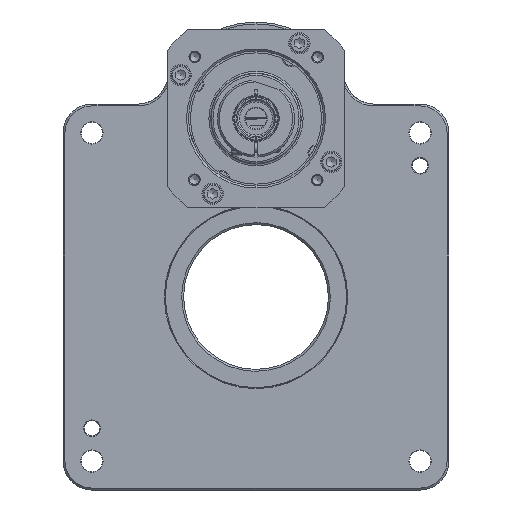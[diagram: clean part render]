
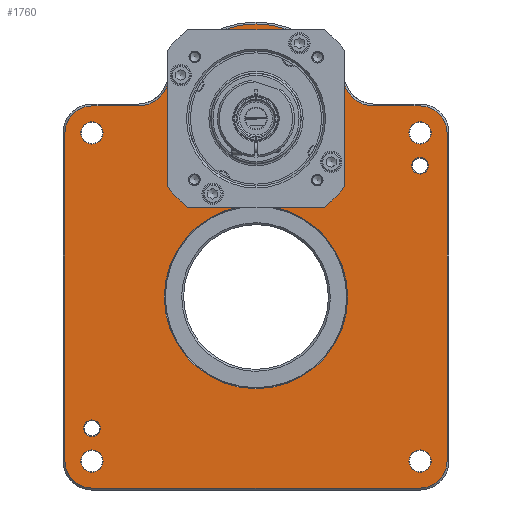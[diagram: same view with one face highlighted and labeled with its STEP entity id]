
A CAD part, front view. The second image highlights one B-rep face of the part: STEP entity #1760.
In plain terms, the highlighted planar face has unit normal (0, -1, 0).
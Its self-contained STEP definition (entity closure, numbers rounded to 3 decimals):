
#225=CARTESIAN_POINT('',(0.,0.,62.656));
#226=VERTEX_POINT('',#225);
#227=CARTESIAN_POINT('',(0.0,0.0,92.5));
#228=DIRECTION('',(0.0,-1.0,0.0));
#229=DIRECTION('',(1.0,0.0,0.0));
#230=AXIS2_PLACEMENT_3D('',#227,#228,#229);
#231=CIRCLE('',#230,29.844);
#232=EDGE_CURVE('',#226,#226,#231,.T.);
#365=CARTESIAN_POINT('',(85.,0.,-79.2));
#366=VERTEX_POINT('',#365);
#367=CARTESIAN_POINT('',(85.,0.,-85.0));
#368=DIRECTION('',(0.0,1.0,0.0));
#369=DIRECTION('',(0.0,0.0,1.0));
#370=AXIS2_PLACEMENT_3D('',#367,#368,#369);
#371=CIRCLE('',#370,5.8);
#372=EDGE_CURVE('',#366,#366,#371,.T.);
#393=CARTESIAN_POINT('',(85.,0.,90.8));
#394=VERTEX_POINT('',#393);
#395=CARTESIAN_POINT('',(85.,0.,85.0));
#396=DIRECTION('',(0.0,1.0,0.0));
#397=DIRECTION('',(0.0,0.0,1.0));
#398=AXIS2_PLACEMENT_3D('',#395,#396,#397);
#399=CIRCLE('',#398,5.8);
#400=EDGE_CURVE('',#394,#394,#399,.T.);
#421=CARTESIAN_POINT('',(-85.,0.,90.8));
#422=VERTEX_POINT('',#421);
#423=CARTESIAN_POINT('',(-85.,0.,85.0));
#424=DIRECTION('',(0.0,1.0,0.0));
#425=DIRECTION('',(0.0,0.0,1.0));
#426=AXIS2_PLACEMENT_3D('',#423,#424,#425);
#427=CIRCLE('',#426,5.8);
#428=EDGE_CURVE('',#422,#422,#427,.T.);
#449=CARTESIAN_POINT('',(-85.,0.,-79.2));
#450=VERTEX_POINT('',#449);
#451=CARTESIAN_POINT('',(-85.,0.,-85.0));
#452=DIRECTION('',(0.0,1.0,0.0));
#453=DIRECTION('',(0.0,0.0,1.0));
#454=AXIS2_PLACEMENT_3D('',#451,#452,#453);
#455=CIRCLE('',#454,5.8);
#456=EDGE_CURVE('',#450,#450,#455,.T.);
#477=CARTESIAN_POINT('',(0.0,0.0,47.5));
#478=VERTEX_POINT('',#477);
#479=CARTESIAN_POINT('',(0.0,0.0,0.0));
#480=DIRECTION('',(0.0,1.0,0.0));
#481=DIRECTION('',(0.0,0.0,1.0));
#482=AXIS2_PLACEMENT_3D('',#479,#480,#481);
#483=CIRCLE('',#482,47.5);
#484=EDGE_CURVE('',#478,#478,#483,.T.);
#875=CARTESIAN_POINT('',(-85.,0.,-63.7));
#876=VERTEX_POINT('',#875);
#877=CARTESIAN_POINT('',(-85.,0.,-68.0));
#878=DIRECTION('',(0.0,1.0,0.0));
#879=DIRECTION('',(0.0,0.0,1.0));
#880=AXIS2_PLACEMENT_3D('',#877,#878,#879);
#881=CIRCLE('',#880,4.3);
#882=EDGE_CURVE('',#876,#876,#881,.T.);
#931=CARTESIAN_POINT('',(85.,0.,72.3));
#932=VERTEX_POINT('',#931);
#933=CARTESIAN_POINT('',(85.,0.,68.0));
#934=DIRECTION('',(0.0,1.0,0.0));
#935=DIRECTION('',(0.0,0.0,1.0));
#936=AXIS2_PLACEMENT_3D('',#933,#934,#935);
#937=CIRCLE('',#936,4.3);
#938=EDGE_CURVE('',#932,#932,#937,.T.);
#1011=CARTESIAN_POINT('',(0.,0.,130.6));
#1012=VERTEX_POINT('',#1011);
#1013=CARTESIAN_POINT('',(0.,0.,128.5));
#1014=DIRECTION('',(0.0,-1.0,0.0));
#1015=DIRECTION('',(0.0,0.0,1.0));
#1016=AXIS2_PLACEMENT_3D('',#1013,#1014,#1015);
#1017=CIRCLE('',#1016,2.1);
#1018=EDGE_CURVE('',#1012,#1012,#1017,.T.);
#1048=CARTESIAN_POINT('',(36.,0.,94.6));
#1049=VERTEX_POINT('',#1048);
#1050=CARTESIAN_POINT('',(36.,0.,92.5));
#1051=DIRECTION('',(0.0,-1.0,0.0));
#1052=DIRECTION('',(0.0,0.0,1.0));
#1053=AXIS2_PLACEMENT_3D('',#1050,#1051,#1052);
#1054=CIRCLE('',#1053,2.1);
#1055=EDGE_CURVE('',#1049,#1049,#1054,.T.);
#1108=CARTESIAN_POINT('',(0.,0.,58.6));
#1109=VERTEX_POINT('',#1108);
#1110=CARTESIAN_POINT('',(0.,0.,56.5));
#1111=DIRECTION('',(0.0,-1.0,0.0));
#1112=DIRECTION('',(0.0,0.0,1.0));
#1113=AXIS2_PLACEMENT_3D('',#1110,#1111,#1112);
#1114=CIRCLE('',#1113,2.1);
#1115=EDGE_CURVE('',#1109,#1109,#1114,.T.);
#1136=CARTESIAN_POINT('',(-36.,0.,94.6));
#1137=VERTEX_POINT('',#1136);
#1138=CARTESIAN_POINT('',(-36.,0.,92.5));
#1139=DIRECTION('',(0.0,-1.0,0.0));
#1140=DIRECTION('',(0.0,0.0,1.0));
#1141=AXIS2_PLACEMENT_3D('',#1138,#1139,#1140);
#1142=CIRCLE('',#1141,2.1);
#1143=EDGE_CURVE('',#1137,#1137,#1142,.T.);
#1614=CARTESIAN_POINT('',(0.0,0.0,0.0));
#1615=DIRECTION('',(0.0,-1.0,0.0));
#1616=DIRECTION('',(0.0,0.0,-1.0));
#1617=AXIS2_PLACEMENT_3D('',#1614,#1615,#1616);
#1618=PLANE('',#1617);
#1619=CARTESIAN_POINT('',(99.,0.,85.));
#1620=VERTEX_POINT('',#1619);
#1621=CARTESIAN_POINT('',(85.,0.,99.));
#1622=VERTEX_POINT('',#1621);
#1623=CARTESIAN_POINT('',(85.,0.,85.));
#1624=DIRECTION('',(0.0,-1.0,0.0));
#1625=DIRECTION('',(0.0,0.0,1.0));
#1626=AXIS2_PLACEMENT_3D('',#1623,#1624,#1625);
#1627=CIRCLE('',#1626,14.);
#1628=EDGE_CURVE('',#1620,#1622,#1627,.T.);
#1629=ORIENTED_EDGE('',*,*,#1628,.T.);
#1630=CARTESIAN_POINT('',(60.982,0.,99.0));
#1631=VERTEX_POINT('',#1630);
#1632=CARTESIAN_POINT('',(85.,0.,99.0));
#1633=DIRECTION('',(-1.0,0.0,0.0));
#1634=VECTOR('',#1633,24.018);
#1635=LINE('',#1632,#1634);
#1636=EDGE_CURVE('',#1622,#1631,#1635,.T.);
#1637=ORIENTED_EDGE('',*,*,#1636,.T.);
#1638=CARTESIAN_POINT('',(45.971,0.,109.462));
#1639=VERTEX_POINT('',#1638);
#1640=CARTESIAN_POINT('',(60.982,0.,115.0));
#1641=DIRECTION('',(0.0,1.0,0.0));
#1642=DIRECTION('',(0.0,0.0,1.0));
#1643=AXIS2_PLACEMENT_3D('',#1640,#1641,#1642);
#1644=CIRCLE('',#1643,16.0);
#1645=EDGE_CURVE('',#1631,#1639,#1644,.T.);
#1646=ORIENTED_EDGE('',*,*,#1645,.T.);
#1647=CARTESIAN_POINT('',(-45.971,0.,109.462));
#1648=VERTEX_POINT('',#1647);
#1649=CARTESIAN_POINT('',(0.0,0.0,92.5));
#1650=DIRECTION('',(0.0,-1.0,0.0));
#1651=DIRECTION('',(0.0,0.0,1.0));
#1652=AXIS2_PLACEMENT_3D('',#1649,#1650,#1651);
#1653=CIRCLE('',#1652,49.);
#1654=EDGE_CURVE('',#1639,#1648,#1653,.T.);
#1655=ORIENTED_EDGE('',*,*,#1654,.T.);
#1656=CARTESIAN_POINT('',(-60.982,0.,99.0));
#1657=VERTEX_POINT('',#1656);
#1658=CARTESIAN_POINT('',(-60.982,0.,115.0));
#1659=DIRECTION('',(0.0,1.0,0.0));
#1660=DIRECTION('',(0.0,0.0,1.0));
#1661=AXIS2_PLACEMENT_3D('',#1658,#1659,#1660);
#1662=CIRCLE('',#1661,16.0);
#1663=EDGE_CURVE('',#1648,#1657,#1662,.T.);
#1664=ORIENTED_EDGE('',*,*,#1663,.T.);
#1665=CARTESIAN_POINT('',(-85.,0.,99.0));
#1666=VERTEX_POINT('',#1665);
#1667=CARTESIAN_POINT('',(-60.982,0.,99.0));
#1668=DIRECTION('',(-1.0,0.0,0.0));
#1669=VECTOR('',#1668,24.018);
#1670=LINE('',#1667,#1669);
#1671=EDGE_CURVE('',#1657,#1666,#1670,.T.);
#1672=ORIENTED_EDGE('',*,*,#1671,.T.);
#1673=CARTESIAN_POINT('',(-99.,0.,85.));
#1674=VERTEX_POINT('',#1673);
#1675=CARTESIAN_POINT('',(-85.,0.,85.0));
#1676=DIRECTION('',(0.0,-1.0,0.0));
#1677=DIRECTION('',(0.0,0.0,1.0));
#1678=AXIS2_PLACEMENT_3D('',#1675,#1676,#1677);
#1679=CIRCLE('',#1678,14.);
#1680=EDGE_CURVE('',#1666,#1674,#1679,.T.);
#1681=ORIENTED_EDGE('',*,*,#1680,.T.);
#1682=CARTESIAN_POINT('',(-99.,0.,-85.0));
#1683=VERTEX_POINT('',#1682);
#1684=CARTESIAN_POINT('',(-99.,0.,85.));
#1685=DIRECTION('',(0.0,0.0,-1.0));
#1686=VECTOR('',#1685,170.0);
#1687=LINE('',#1684,#1686);
#1688=EDGE_CURVE('',#1674,#1683,#1687,.T.);
#1689=ORIENTED_EDGE('',*,*,#1688,.T.);
#1690=CARTESIAN_POINT('',(-85.,0.,-99.0));
#1691=VERTEX_POINT('',#1690);
#1692=CARTESIAN_POINT('',(-85.,0.,-85.0));
#1693=DIRECTION('',(0.0,-1.0,0.0));
#1694=DIRECTION('',(0.0,0.0,1.0));
#1695=AXIS2_PLACEMENT_3D('',#1692,#1693,#1694);
#1696=CIRCLE('',#1695,14.);
#1697=EDGE_CURVE('',#1683,#1691,#1696,.T.);
#1698=ORIENTED_EDGE('',*,*,#1697,.T.);
#1699=CARTESIAN_POINT('',(85.,0.,-99.0));
#1700=VERTEX_POINT('',#1699);
#1701=CARTESIAN_POINT('',(-85.,0.,-99.0));
#1702=DIRECTION('',(1.0,0.0,0.0));
#1703=VECTOR('',#1702,170.);
#1704=LINE('',#1701,#1703);
#1705=EDGE_CURVE('',#1691,#1700,#1704,.T.);
#1706=ORIENTED_EDGE('',*,*,#1705,.T.);
#1707=CARTESIAN_POINT('',(99.,0.,-85.0));
#1708=VERTEX_POINT('',#1707);
#1709=CARTESIAN_POINT('',(85.,0.,-85.0));
#1710=DIRECTION('',(0.0,-1.0,0.0));
#1711=DIRECTION('',(0.0,0.0,1.0));
#1712=AXIS2_PLACEMENT_3D('',#1709,#1710,#1711);
#1713=CIRCLE('',#1712,14.);
#1714=EDGE_CURVE('',#1700,#1708,#1713,.T.);
#1715=ORIENTED_EDGE('',*,*,#1714,.T.);
#1716=CARTESIAN_POINT('',(99.,0.,-85.0));
#1717=DIRECTION('',(0.0,0.0,1.0));
#1718=VECTOR('',#1717,170.0);
#1719=LINE('',#1716,#1718);
#1720=EDGE_CURVE('',#1708,#1620,#1719,.T.);
#1721=ORIENTED_EDGE('',*,*,#1720,.T.);
#1722=EDGE_LOOP('',(#1629,#1637,#1646,#1655,#1664,#1672,#1681,#1689,#1698,#1706,#1715,#1721));
#1723=FACE_OUTER_BOUND('',#1722,.T.);
#1724=ORIENTED_EDGE('',*,*,#232,.F.);
#1725=EDGE_LOOP('',(#1724));
#1726=FACE_BOUND('',#1725,.T.);
#1727=ORIENTED_EDGE('',*,*,#456,.T.);
#1728=EDGE_LOOP('',(#1727));
#1729=FACE_BOUND('',#1728,.T.);
#1730=ORIENTED_EDGE('',*,*,#428,.T.);
#1731=EDGE_LOOP('',(#1730));
#1732=FACE_BOUND('',#1731,.T.);
#1733=ORIENTED_EDGE('',*,*,#400,.T.);
#1734=EDGE_LOOP('',(#1733));
#1735=FACE_BOUND('',#1734,.T.);
#1736=ORIENTED_EDGE('',*,*,#372,.T.);
#1737=EDGE_LOOP('',(#1736));
#1738=FACE_BOUND('',#1737,.T.);
#1739=ORIENTED_EDGE('',*,*,#484,.T.);
#1740=EDGE_LOOP('',(#1739));
#1741=FACE_BOUND('',#1740,.T.);
#1742=ORIENTED_EDGE('',*,*,#938,.T.);
#1743=EDGE_LOOP('',(#1742));
#1744=FACE_BOUND('',#1743,.T.);
#1745=ORIENTED_EDGE('',*,*,#882,.T.);
#1746=EDGE_LOOP('',(#1745));
#1747=FACE_BOUND('',#1746,.T.);
#1748=ORIENTED_EDGE('',*,*,#1143,.F.);
#1749=EDGE_LOOP('',(#1748));
#1750=FACE_BOUND('',#1749,.T.);
#1751=ORIENTED_EDGE('',*,*,#1115,.F.);
#1752=EDGE_LOOP('',(#1751));
#1753=FACE_BOUND('',#1752,.T.);
#1754=ORIENTED_EDGE('',*,*,#1055,.F.);
#1755=EDGE_LOOP('',(#1754));
#1756=FACE_BOUND('',#1755,.T.);
#1757=ORIENTED_EDGE('',*,*,#1018,.F.);
#1758=EDGE_LOOP('',(#1757));
#1759=FACE_BOUND('',#1758,.T.);
#1760=ADVANCED_FACE('',(#1723,#1726,#1729,#1732,#1735,#1738,#1741,#1744,#1747,#1750,#1753,#1756,#1759),#1618,.T.);
